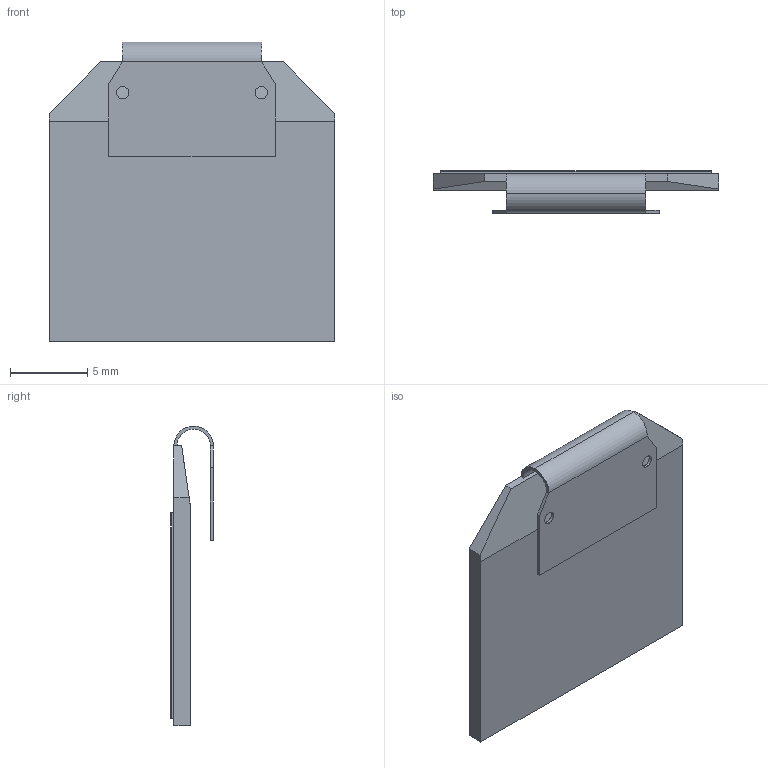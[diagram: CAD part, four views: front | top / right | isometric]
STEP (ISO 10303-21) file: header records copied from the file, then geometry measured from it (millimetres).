
FILE_DESCRIPTION (( 'STEP AP214' ), '1' );
FILE_NAME ('0.66_oled.STEP', '2022-05-01T10:30:49', ( '' ), ( '' ), 'SwSTEP 2.0', 'SolidWorks 2017', '' );
FILE_SCHEMA (( 'AUTOMOTIVE_DESIGN' ));
Length unit declared in the file: millimetre
Products named in the file (1): 0.66_oled
Bounding box: 18.46 x 2.76 x 19.38 mm (x, y, z)
Volume: 387.5 mm3; surface area: 1847.5 mm2
Topology: 3 solids, 3 shells, 43 faces, 102 edges, 66 vertices
Faces by surface type: plane 35, cylinder 8
Entity records: 1636 total; most frequent: CARTESIAN_POINT 212, DIRECTION 206, ORIENTED_EDGE 204, EDGE_CURVE 102, LINE 86, VECTOR 86, VERTEX_POINT 66, AXIS2_PLACEMENT_3D 60
